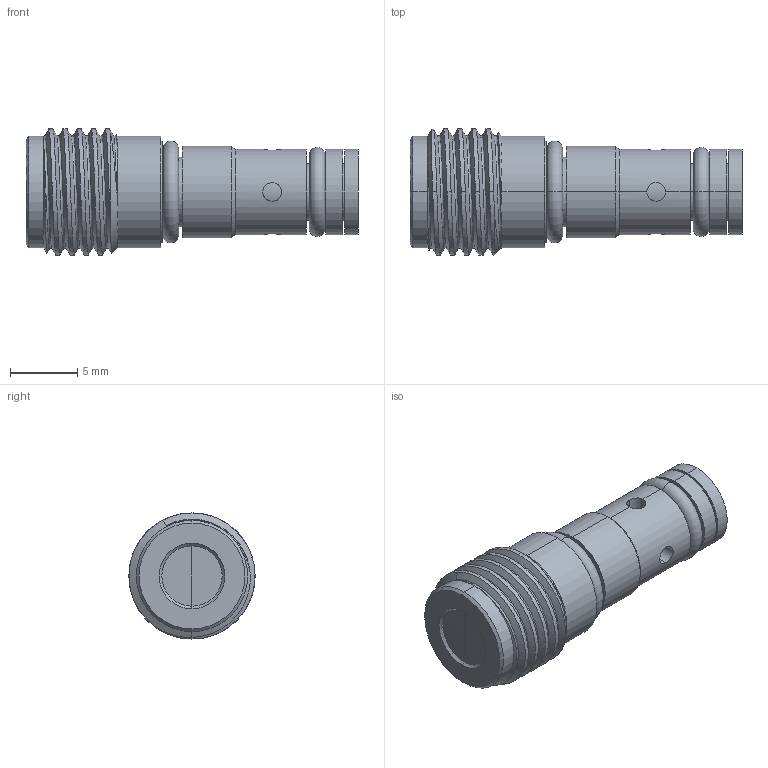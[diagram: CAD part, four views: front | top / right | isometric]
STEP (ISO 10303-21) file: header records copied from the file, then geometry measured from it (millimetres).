
FILE_DESCRIPTION (( 'STEP AP203' ), '1' );
FILE_NAME ('CV382A20-NP.STEP', '2025-06-04T00:09:31', ( '' ), ( '' ), 'SwSTEP 2.0', 'SolidWorks 2018', '' );
FILE_SCHEMA (( 'CONFIG_CONTROL_DESIGN' ));
Length unit declared in the file: millimetre
Products named in the file (1): CV382A20-NP
Bounding box: 24.75 x 9.4 x 9.4 mm (x, y, z)
Volume: 1069.4 mm3; surface area: 937.5 mm2
Topology: 1 solids, 1 shells, 95 faces, 228 edges, 144 vertices
Faces by surface type: cylinder 47, plane 23, cone 18, torus 4, bspline 3
Entity records: 4184 total; most frequent: CARTESIAN_POINT 2041, ORIENTED_EDGE 448, DIRECTION 406, EDGE_CURVE 224, AXIS2_PLACEMENT_3D 169, VERTEX_POINT 144, EDGE_LOOP 108, ADVANCED_FACE 95
